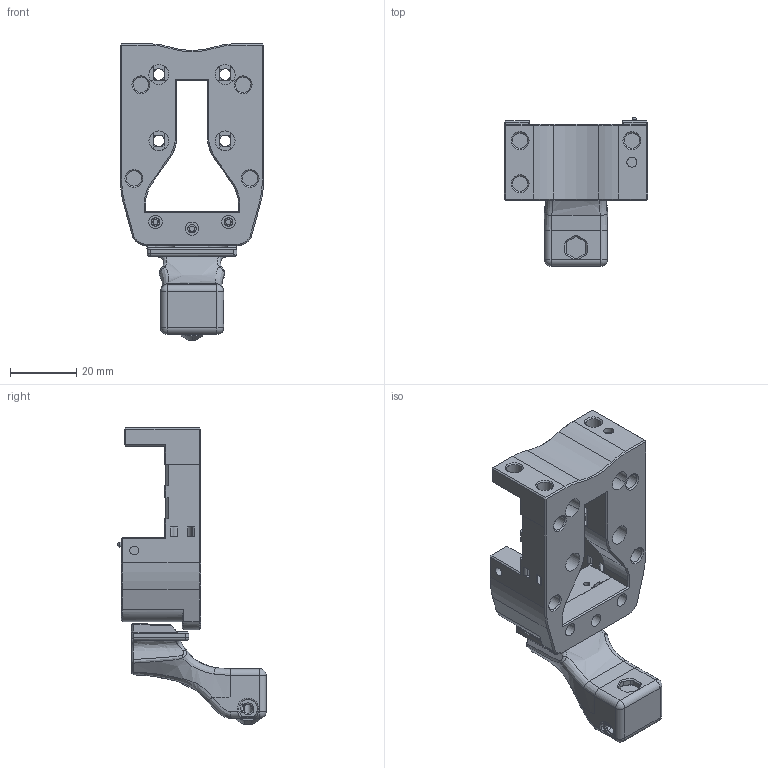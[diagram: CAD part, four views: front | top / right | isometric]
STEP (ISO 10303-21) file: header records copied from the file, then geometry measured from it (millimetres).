
FILE_DESCRIPTION(/* description */ ('STEP AP242','CAx-IF Rec.Pracs.---Representation and Presentation of Product Manufacturing Information (PMI)---4.0---2014-10-13','CAx-IF Rec.Pracs.---3D Tessellated Geometry---0.4---2014-09-14','2;1'),/* implementation_level */ '2;1');
FILE_NAME(/* name */ '6445e8e4e5f5945350087e3b',/* time_stamp */ '2023-04-24T02:26:45+00:00',/* author */ (''),/* organization */ (''),/* preprocessor_version */ 'ST-DEVELOPER v18.102',/* originating_system */ ' ',/* authorisation */ ' ');
FILE_SCHEMA (('AP242_MANAGED_MODEL_BASED_3D_ENGINEERING_MIM_LF { 1 0 10303 442 1 1 4 }'));
Length unit declared in the file: metre
Products named in the file (5): KlickyNG_Unklicky_ZO_Body_Xol2; NG_Unklicky_Carriage_insert; NG_Unklicky_Carriage_3mm; KlickyNG_Unklicky_ZO_Cap; KlickyNG_Unklicky_ZO_Probe
Bounding box: 43.2 x 44.74 x 89.36 mm (x, y, z)
Volume: 35732.9 mm3; surface area: 19620.3 mm2
Topology: 5 solids, 5 shells, 1080 faces, 2926 edges, 1863 vertices
Faces by surface type: plane 682, cylinder 159, cone 118, bspline 109, torus 8, sphere 4
Full cylindrical faces by diameter (mm): 1.43 x1, 1.6 x4, 1.8 x1, 1.9 x2, 2 x1, 2.2 x2, 2.5 x4, 2.7 x1, 2.8 x1, 3 x1, 3.4 x4, 3.8 x1, 4 x3, 4.6 x5, 6 x2, 6.4 x2
Entity records: 36837 total; most frequent: CARTESIAN_POINT 10964, ORIENTED_EDGE 5674, DIRECTION 4783, EDGE_CURVE 2837, VERTEX_POINT 1829, LINE 1813, VECTOR 1813, AXIS2_PLACEMENT_3D 1485
